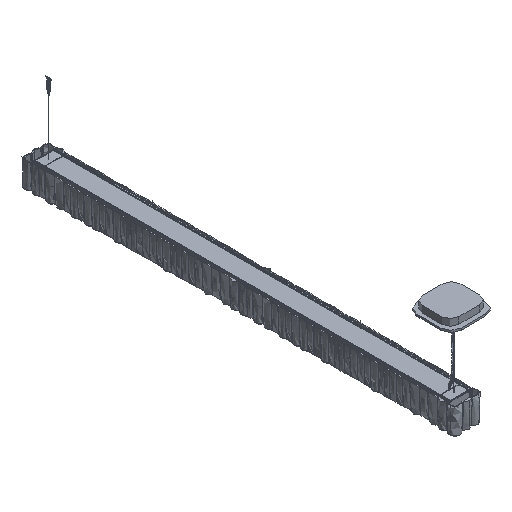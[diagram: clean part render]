
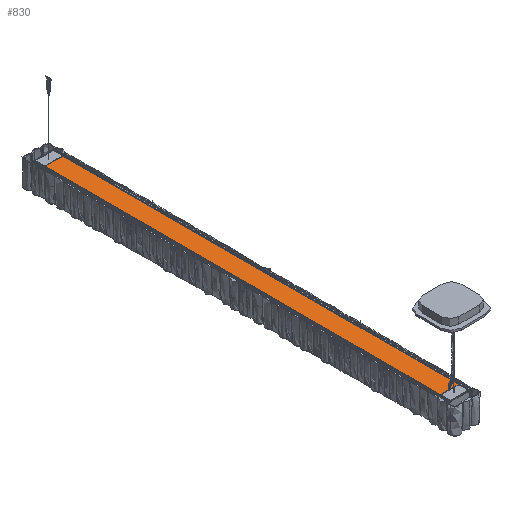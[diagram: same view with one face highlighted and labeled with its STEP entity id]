
A CAD part, isometric view. The second image highlights one B-rep face of the part: STEP entity #830.
In plain terms, the highlighted planar face has unit normal (0, 0, 1).
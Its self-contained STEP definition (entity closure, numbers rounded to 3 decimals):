
#830=ADVANCED_FACE('',(#3664),#53838,.T.);
#3664=FACE_OUTER_BOUND('',#6498,.T.);
#6498=EDGE_LOOP('',(#10057,#10058,#10059,#10060,#10061,#10062,#10063,#10064,
#10065,#10066,#10067,#10068,#10069));
#10057=ORIENTED_EDGE('',*,*,#27662,.T.);
#10058=ORIENTED_EDGE('',*,*,#27663,.T.);
#10059=ORIENTED_EDGE('',*,*,#27683,.T.);
#10060=ORIENTED_EDGE('',*,*,#27664,.T.);
#10061=ORIENTED_EDGE('',*,*,#27680,.T.);
#10062=ORIENTED_EDGE('',*,*,#27665,.T.);
#10063=ORIENTED_EDGE('',*,*,#27678,.T.);
#10064=ORIENTED_EDGE('',*,*,#27666,.T.);
#10065=ORIENTED_EDGE('',*,*,#27685,.T.);
#10066=ORIENTED_EDGE('',*,*,#27667,.T.);
#10067=ORIENTED_EDGE('',*,*,#27687,.T.);
#10068=ORIENTED_EDGE('',*,*,#27668,.T.);
#10069=ORIENTED_EDGE('',*,*,#27692,.T.);
#27662=EDGE_CURVE('',#45595,#45606,#36557,.T.);
#27663=EDGE_CURVE('',#45606,#45607,#40739,.T.);
#27664=EDGE_CURVE('',#45608,#45609,#40740,.T.);
#27665=EDGE_CURVE('',#45610,#45611,#40741,.T.);
#27666=EDGE_CURVE('',#45612,#45613,#40742,.T.);
#27667=EDGE_CURVE('',#45614,#45615,#40743,.T.);
#27668=EDGE_CURVE('',#45593,#45592,#36558,.T.);
#27678=EDGE_CURVE('',#45611,#45612,#36560,.T.);
#27680=EDGE_CURVE('',#45609,#45610,#36562,.T.);
#27683=EDGE_CURVE('',#45607,#45608,#36565,.T.);
#27685=EDGE_CURVE('',#45613,#45614,#36567,.T.);
#27687=EDGE_CURVE('',#45615,#45593,#36569,.T.);
#27692=EDGE_CURVE('',#45592,#45595,#36574,.T.);
#36557=(
BOUNDED_CURVE()
B_SPLINE_CURVE(2,(#56453,#56454,#56455),.UNSPECIFIED.,.F.,.F.)
B_SPLINE_CURVE_WITH_KNOTS((3,3),(0.,0.305),.UNSPECIFIED.)
CURVE()
GEOMETRIC_REPRESENTATION_ITEM()
RATIONAL_B_SPLINE_CURVE((1.,0.723,1.))
REPRESENTATION_ITEM('')
);
#36558=(
BOUNDED_CURVE()
B_SPLINE_CURVE(2,(#56466,#56467,#56468),.UNSPECIFIED.,.F.,.F.)
B_SPLINE_CURVE_WITH_KNOTS((3,3),(-3.086,-1.496),
 .UNSPECIFIED.)
CURVE()
GEOMETRIC_REPRESENTATION_ITEM()
RATIONAL_B_SPLINE_CURVE((1.,0.993,1.))
REPRESENTATION_ITEM('')
);
#36560=(
BOUNDED_CURVE()
B_SPLINE_CURVE(2,(#56488,#56489,#56490),.UNSPECIFIED.,.F.,.F.)
B_SPLINE_CURVE_WITH_KNOTS((3,3),(0.,3.142),.UNSPECIFIED.)
CURVE()
GEOMETRIC_REPRESENTATION_ITEM()
RATIONAL_B_SPLINE_CURVE((1.,0.707,1.))
REPRESENTATION_ITEM('')
);
#36562=(
BOUNDED_CURVE()
B_SPLINE_CURVE(2,(#56494,#56495,#56496),.UNSPECIFIED.,.F.,.F.)
B_SPLINE_CURVE_WITH_KNOTS((3,3),(0.,3.142),.UNSPECIFIED.)
CURVE()
GEOMETRIC_REPRESENTATION_ITEM()
RATIONAL_B_SPLINE_CURVE((1.,0.707,1.))
REPRESENTATION_ITEM('')
);
#36565=(
BOUNDED_CURVE()
B_SPLINE_CURVE(2,(#56502,#56503,#56504),.UNSPECIFIED.,.F.,.F.)
B_SPLINE_CURVE_WITH_KNOTS((3,3),(0.,3.142),.UNSPECIFIED.)
CURVE()
GEOMETRIC_REPRESENTATION_ITEM()
RATIONAL_B_SPLINE_CURVE((1.,0.707,1.))
REPRESENTATION_ITEM('')
);
#36567=(
BOUNDED_CURVE()
B_SPLINE_CURVE(2,(#56508,#56509,#56510),.UNSPECIFIED.,.F.,.F.)
B_SPLINE_CURVE_WITH_KNOTS((3,3),(0.,3.142),.UNSPECIFIED.)
CURVE()
GEOMETRIC_REPRESENTATION_ITEM()
RATIONAL_B_SPLINE_CURVE((1.,0.707,1.))
REPRESENTATION_ITEM('')
);
#36569=(
BOUNDED_CURVE()
B_SPLINE_CURVE(2,(#56513,#56514,#56515),.UNSPECIFIED.,.F.,.F.)
B_SPLINE_CURVE_WITH_KNOTS((3,3),(0.,0.305),.UNSPECIFIED.)
CURVE()
GEOMETRIC_REPRESENTATION_ITEM()
RATIONAL_B_SPLINE_CURVE((1.,0.723,1.))
REPRESENTATION_ITEM('')
);
#36574=(
BOUNDED_CURVE()
B_SPLINE_CURVE(2,(#56538,#56539,#56540,#56541,#56542,#56543,#56544,#56545,
#56546,#56547,#56548,#56549,#56550),.UNSPECIFIED.,.F.,.F.)
B_SPLINE_CURVE_WITH_KNOTS((3,2,2,2,2,2,3),(-1.496,0.,0.305,
6.759,13.214,13.498,16.584),
 .UNSPECIFIED.)
CURVE()
GEOMETRIC_REPRESENTATION_ITEM()
RATIONAL_B_SPLINE_CURVE((1.,0.925,0.868,0.863,
0.858,0.752,0.858,0.752,
0.858,0.857,0.857,0.899,
1.))
REPRESENTATION_ITEM('')
);
#40739=B_SPLINE_CURVE_WITH_KNOTS('',1,(#56456,#56457),.UNSPECIFIED.,.F.,
 .F.,(2,2),(-18.157,0.),.UNSPECIFIED.);
#40740=B_SPLINE_CURVE_WITH_KNOTS('',1,(#56458,#56459),.UNSPECIFIED.,.F.,
 .F.,(2,2),(-1096.,0.),.UNSPECIFIED.);
#40741=B_SPLINE_CURVE_WITH_KNOTS('',1,(#56460,#56461),.UNSPECIFIED.,.F.,
 .F.,(2,2),(-49.6,0.),.UNSPECIFIED.);
#40742=B_SPLINE_CURVE_WITH_KNOTS('',1,(#56462,#56463),.UNSPECIFIED.,.F.,
 .F.,(2,2),(-1096.,0.),.UNSPECIFIED.);
#40743=B_SPLINE_CURVE_WITH_KNOTS('',1,(#56464,#56465),.UNSPECIFIED.,.F.,
 .F.,(2,2),(-18.157,0.),.UNSPECIFIED.);
#45592=VERTEX_POINT('',#56413);
#45593=VERTEX_POINT('',#56414);
#45595=VERTEX_POINT('',#56416);
#45606=VERTEX_POINT('',#56427);
#45607=VERTEX_POINT('',#56428);
#45608=VERTEX_POINT('',#56429);
#45609=VERTEX_POINT('',#56430);
#45610=VERTEX_POINT('',#56431);
#45611=VERTEX_POINT('',#56432);
#45612=VERTEX_POINT('',#56433);
#45613=VERTEX_POINT('',#56434);
#45614=VERTEX_POINT('',#56435);
#45615=VERTEX_POINT('',#56436);
#53838=PLANE('',#54376);
#54376=AXIS2_PLACEMENT_3D('',#56297,#54864,$);
#54864=DIRECTION('',(0.,0.,1.));
#56297=CARTESIAN_POINT('',(795.64,-1817.272,26.7));
#56413=CARTESIAN_POINT('',(822.809,-1703.054,26.7));
#56414=CARTESIAN_POINT('',(822.557,-1704.572,26.7));
#56416=CARTESIAN_POINT('',(835.443,-1704.572,26.7));
#56427=CARTESIAN_POINT('',(835.643,-1704.763,26.7));
#56428=CARTESIAN_POINT('',(853.8,-1704.763,26.7));
#56429=CARTESIAN_POINT('',(855.8,-1702.763,26.7));
#56430=CARTESIAN_POINT('',(855.8,-606.763,26.7));
#56431=CARTESIAN_POINT('',(853.8,-604.763,26.7));
#56432=CARTESIAN_POINT('',(804.2,-604.763,26.7));
#56433=CARTESIAN_POINT('',(802.2,-606.763,26.7));
#56434=CARTESIAN_POINT('',(802.2,-1702.763,26.7));
#56435=CARTESIAN_POINT('',(804.2,-1704.763,26.7));
#56436=CARTESIAN_POINT('',(822.357,-1704.763,26.7));
#56453=CARTESIAN_POINT('',(835.443,-1704.572,26.7));
#56454=CARTESIAN_POINT('',(835.452,-1704.763,26.7));
#56455=CARTESIAN_POINT('',(835.643,-1704.763,26.7));
#56456=CARTESIAN_POINT('',(835.643,-1704.763,26.7));
#56457=CARTESIAN_POINT('',(853.8,-1704.763,26.7));
#56458=CARTESIAN_POINT('',(855.8,-1702.763,26.7));
#56459=CARTESIAN_POINT('',(855.8,-606.763,26.7));
#56460=CARTESIAN_POINT('',(853.8,-604.763,26.7));
#56461=CARTESIAN_POINT('',(804.2,-604.763,26.7));
#56462=CARTESIAN_POINT('',(802.2,-606.763,26.7));
#56463=CARTESIAN_POINT('',(802.2,-1702.763,26.7));
#56464=CARTESIAN_POINT('',(804.2,-1704.763,26.7));
#56465=CARTESIAN_POINT('',(822.357,-1704.763,26.7));
#56466=CARTESIAN_POINT('',(822.557,-1704.572,26.7));
#56467=CARTESIAN_POINT('',(822.592,-1703.798,26.7));
#56468=CARTESIAN_POINT('',(822.809,-1703.054,26.7));
#56488=CARTESIAN_POINT('',(804.2,-604.763,26.7));
#56489=CARTESIAN_POINT('',(802.2,-604.763,26.7));
#56490=CARTESIAN_POINT('',(802.2,-606.763,26.7));
#56494=CARTESIAN_POINT('',(855.8,-606.763,26.7));
#56495=CARTESIAN_POINT('',(855.8,-604.763,26.7));
#56496=CARTESIAN_POINT('',(853.8,-604.763,26.7));
#56502=CARTESIAN_POINT('',(853.8,-1704.763,26.7));
#56503=CARTESIAN_POINT('',(855.8,-1704.763,26.7));
#56504=CARTESIAN_POINT('',(855.8,-1702.763,26.7));
#56508=CARTESIAN_POINT('',(802.2,-1702.763,26.7));
#56509=CARTESIAN_POINT('',(802.2,-1704.763,26.7));
#56510=CARTESIAN_POINT('',(804.2,-1704.763,26.7));
#56513=CARTESIAN_POINT('',(822.357,-1704.763,26.7));
#56514=CARTESIAN_POINT('',(822.548,-1704.763,26.7));
#56515=CARTESIAN_POINT('',(822.557,-1704.572,26.7));
#56538=CARTESIAN_POINT('',(822.809,-1703.054,26.7));
#56539=CARTESIAN_POINT('',(823.027,-1702.31,26.7));
#56540=CARTESIAN_POINT('',(823.414,-1701.638,26.7));
#56541=CARTESIAN_POINT('',(823.489,-1701.508,26.7));
#56542=CARTESIAN_POINT('',(823.57,-1701.382,26.7));
#56543=CARTESIAN_POINT('',(825.473,-1698.413,26.7));
#56544=CARTESIAN_POINT('',(829.,-1698.413,26.7));
#56545=CARTESIAN_POINT('',(832.527,-1698.413,26.7));
#56546=CARTESIAN_POINT('',(834.43,-1701.382,26.7));
#56547=CARTESIAN_POINT('',(834.511,-1701.508,26.7));
#56548=CARTESIAN_POINT('',(834.586,-1701.638,26.7));
#56549=CARTESIAN_POINT('',(835.372,-1703.001,26.7));
#56550=CARTESIAN_POINT('',(835.443,-1704.572,26.7));
